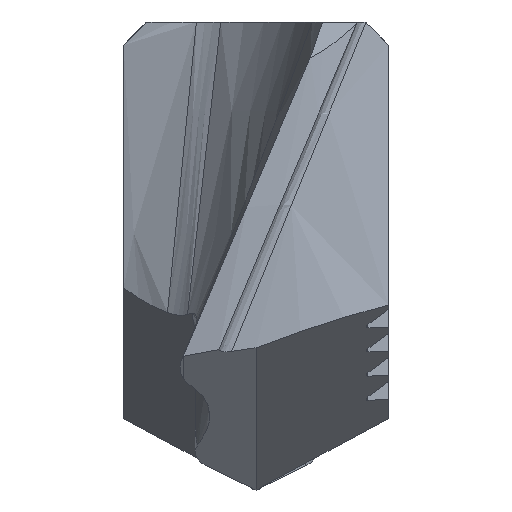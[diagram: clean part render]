
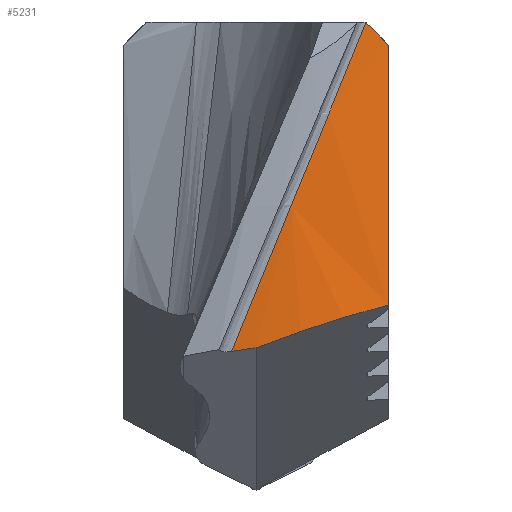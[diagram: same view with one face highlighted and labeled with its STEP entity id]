
A CAD part, left-side view. The second image highlights one B-rep face of the part: STEP entity #5231.
In plain terms, the highlighted free-form (B-spline) face has degree [3, 3] with [5, 6] control points.
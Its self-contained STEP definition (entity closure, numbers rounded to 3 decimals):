
#1785=CARTESIAN_POINT('',(-11.101,-4.,
-0.7));
#1786=CARTESIAN_POINT('',(-11.1,-4.,
-1.384));
#1787=CARTESIAN_POINT('',(-11.097,-4.,
-2.678));
#1788=CARTESIAN_POINT('',(-11.095,-4.,
-4.386));
#1789=CARTESIAN_POINT('',(-11.096,-4.,
-5.913));
#1790=CARTESIAN_POINT('',(-11.098,-4.,
-7.29));
#1791=CARTESIAN_POINT('',(-11.1,-4.,
-8.145));
#1792=CARTESIAN_POINT('',(-11.101,-4.,
-8.554));
#1797=CARTESIAN_POINT('',(-11.101,-4.,
-8.554));
#1798=CARTESIAN_POINT('',(-11.182,-3.778,
-8.611));
#1799=CARTESIAN_POINT('',(-11.33,-3.332,
-8.73));
#1800=CARTESIAN_POINT('',(-11.511,-2.65,
-8.928));
#1801=CARTESIAN_POINT('',(-11.647,-1.968,
-9.143));
#1802=CARTESIAN_POINT('',(-11.734,-1.349,
-9.351));
#1803=CARTESIAN_POINT('',(-11.793,-0.677,
-9.59));
#1804=CARTESIAN_POINT('',(-11.805,-0.228,
-9.759));
#1805=CARTESIAN_POINT('',(-11.805,0.,
-9.847));
#1810=CARTESIAN_POINT('',(-11.805,0.,
-9.847));
#1811=CARTESIAN_POINT('',(-11.805,0.082,
-9.858));
#1812=CARTESIAN_POINT('',(-11.803,0.247,
-9.88));
#1813=CARTESIAN_POINT('',(-11.796,0.493,
-9.915));
#1814=CARTESIAN_POINT('',(-11.787,0.657,
-9.94));
#1815=CARTESIAN_POINT('',(-11.782,0.739,
-9.953));
#1820=CARTESIAN_POINT('',(-11.782,0.739,
-9.953));
#1821=CARTESIAN_POINT('',(-11.816,0.26,
-8.768));
#1822=CARTESIAN_POINT('',(-11.821,-0.73,
-6.35));
#1823=CARTESIAN_POINT('',(-11.648,-2.094,
-3.04));
#1824=CARTESIAN_POINT('',(-11.435,-2.961,
-0.915));
#1825=CARTESIAN_POINT('',(-11.328,-3.323,
-0.023));
#1830=CARTESIAN_POINT('',(-11.328,-3.323,
-0.023));
#1831=CARTESIAN_POINT('',(-11.306,-3.398,
-0.098));
#1832=CARTESIAN_POINT('',(-11.258,-3.549,
-0.249));
#1833=CARTESIAN_POINT('',(-11.183,-3.775,
-0.475));
#1834=CARTESIAN_POINT('',(-11.129,-3.925,
-0.625));
#1835=CARTESIAN_POINT('',(-11.101,-4.,
-0.7));
#1860=CARTESIAN_POINT('',(-11.782,0.739,
-9.953));
#2877=CARTESIAN_POINT('',(-11.805,0.,
-9.847));
#2878=VERTEX_POINT('',#2877);
#2879=VERTEX_POINT('',#1797);
#2923=VERTEX_POINT('',#1860);
#3053=VERTEX_POINT('',#1785);
#3054=VERTEX_POINT('',#1825);
#5191=CARTESIAN_POINT('',(-11.256,-3.556,
-10.052));
#5192=CARTESIAN_POINT('',(-11.12,-3.98,
-8.835));
#5193=CARTESIAN_POINT('',(-10.78,-4.844,
-6.383));
#5194=CARTESIAN_POINT('',(-10.124,-6.043,
-3.008));
#5195=CARTESIAN_POINT('',(-9.6,-6.802,
-0.849));
#5196=CARTESIAN_POINT('',(-9.356,-7.123,
0.076));
#5197=CARTESIAN_POINT('',(-11.341,-3.287,
-10.052));
#5198=CARTESIAN_POINT('',(-11.215,-3.717,
-8.835));
#5199=CARTESIAN_POINT('',(-10.895,-4.594,
-6.383));
#5200=CARTESIAN_POINT('',(-10.268,-5.811,
-3.008));
#5201=CARTESIAN_POINT('',(-9.762,-6.581,
-0.849));
#5202=CARTESIAN_POINT('',(-9.526,-6.908,
0.076));
#5203=CARTESIAN_POINT('',(-11.74,-1.848,
-10.052));
#5204=CARTESIAN_POINT('',(-11.668,-2.309,
-8.835));
#5205=CARTESIAN_POINT('',(-11.459,-3.251,
-6.383));
#5206=CARTESIAN_POINT('',(-10.984,-4.558,
-3.008));
#5207=CARTESIAN_POINT('',(-10.576,-5.386,
-0.849));
#5208=CARTESIAN_POINT('',(-10.382,-5.737,
0.076));
#5209=CARTESIAN_POINT('',(-11.862,-0.342,
-10.052));
#5210=CARTESIAN_POINT('',(-11.85,-0.825,
-8.835));
#5211=CARTESIAN_POINT('',(-11.762,-1.81,
-6.383));
#5212=CARTESIAN_POINT('',(-11.457,-3.177,
-3.008));
#5213=CARTESIAN_POINT('',(-11.156,-4.042,
-0.849));
#5214=CARTESIAN_POINT('',(-11.009,-4.41,
0.076));
#5215=CARTESIAN_POINT('',(-11.773,0.865,
-10.052));
#5216=CARTESIAN_POINT('',(-11.813,0.372,
-8.835));
#5217=CARTESIAN_POINT('',(-11.828,-0.632,
-6.383));
#5218=CARTESIAN_POINT('',(-11.661,-2.025,
-3.008));
#5219=CARTESIAN_POINT('',(-11.45,-2.907,
-0.849));
#5220=CARTESIAN_POINT('',(-11.34,-3.282,
0.076));
#5221=B_SPLINE_SURFACE_WITH_KNOTS('',3,3,((#5191,#5192,#5193,#5194,#5195,#5196),
(#5197,#5198,#5199,#5200,#5201,#5202),(#5203,#5204,#5205,#5206,#5207,#5208),(
#5209,#5210,#5211,#5212,#5213,#5214),(#5215,#5216,#5217,#5218,#5219,#5220)),
.UNSPECIFIED.,.F.,.F.,.F.,(4,1,4),(4,1,1,4),(0.38,0.5,
1.012),(0.052,4.02,8.04,
11.054),.UNSPECIFIED.);
#5222=ORIENTED_EDGE('',*,*,#5172,.T.);
#5223=ORIENTED_EDGE('',*,*,#3930,.T.);
#5224=ORIENTED_EDGE('',*,*,#4017,.T.);
#5226=ORIENTED_EDGE('',*,*,#5225,.T.);
#5228=ORIENTED_EDGE('',*,*,#5227,.T.);
#5229=EDGE_LOOP('',(#5222,#5223,#5224,#5226,#5228));
#5230=FACE_OUTER_BOUND('',#5229,.F.);
#1793=B_SPLINE_CURVE_WITH_KNOTS('',3,(#1785,#1786,#1787,#1788,#1789,#1790,#1791,
#1792),.UNSPECIFIED.,.F.,.F.,(4,1,1,1,1,4),(0.,0.2,0.4,0.6,0.8,1.),
.UNSPECIFIED.);
#1806=B_SPLINE_CURVE_WITH_KNOTS('',3,(#1797,#1798,#1799,#1800,#1801,#1802,#1803,
#1804,#1805),.UNSPECIFIED.,.F.,.F.,(4,1,1,1,1,1,4),(0.,0.167,
0.333,0.5,0.667,0.833,1.),
.UNSPECIFIED.);
#1816=B_SPLINE_CURVE_WITH_KNOTS('',3,(#1810,#1811,#1812,#1813,#1814,#1815),
.UNSPECIFIED.,.F.,.F.,(4,1,1,4),(0.,0.333,0.667,1.),
.UNSPECIFIED.);
#1826=B_SPLINE_CURVE_WITH_KNOTS('',3,(#1820,#1821,#1822,#1823,#1824,#1825),
.UNSPECIFIED.,.F.,.F.,(4,1,1,4),(0.,0.358,0.73,1.),
.UNSPECIFIED.);
#1836=B_SPLINE_CURVE_WITH_KNOTS('',3,(#1830,#1831,#1832,#1833,#1834,#1835),
.UNSPECIFIED.,.F.,.F.,(4,1,1,4),(0.,0.333,0.667,1.),
.UNSPECIFIED.);
#3930=EDGE_CURVE('',#2879,#2878,#1806,.T.);
#4017=EDGE_CURVE('',#2878,#2923,#1816,.T.);
#5172=EDGE_CURVE('',#3053,#2879,#1793,.T.);
#5225=EDGE_CURVE('',#2923,#3054,#1826,.T.);
#5227=EDGE_CURVE('',#3054,#3053,#1836,.T.);
#5231=ADVANCED_FACE('',(#5230),#5221,.F.);
